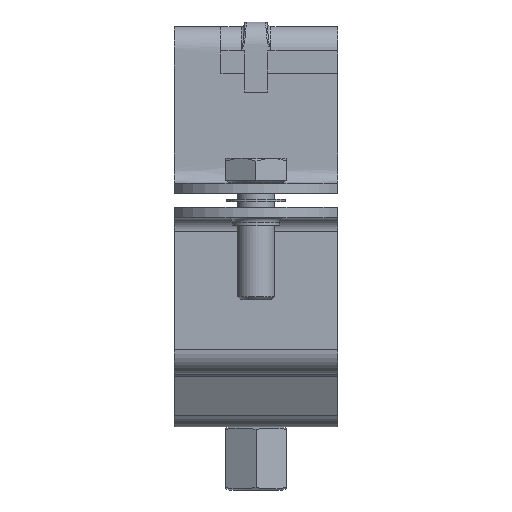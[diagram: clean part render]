
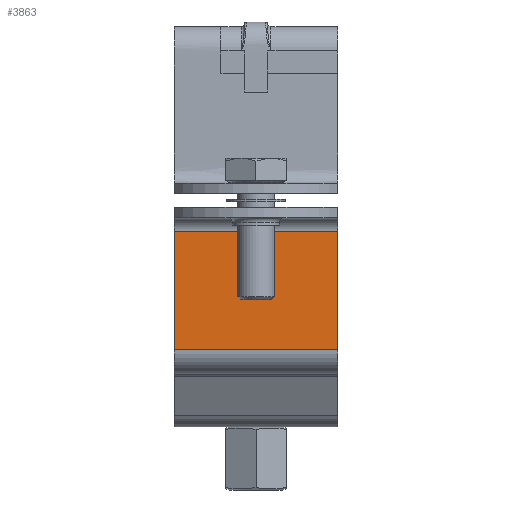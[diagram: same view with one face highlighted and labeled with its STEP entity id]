
A CAD part, left-side view. The second image highlights one B-rep face of the part: STEP entity #3863.
In plain terms, the highlighted planar face has unit normal (-1, 0, 0).
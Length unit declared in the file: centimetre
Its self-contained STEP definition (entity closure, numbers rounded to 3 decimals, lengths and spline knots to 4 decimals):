
#148=PLANE('',#4219);
#280=LINE('',#6608,#526);
#300=LINE('',#6684,#546);
#317=LINE('',#6745,#563);
#318=LINE('',#6747,#564);
#526=VECTOR('',#4862,1.);
#546=VECTOR('',#4926,1.);
#563=VECTOR('',#4991,1.);
#564=VECTOR('',#4994,1.);
#1013=FACE_OUTER_BOUND('',#1260,.T.);
#1260=EDGE_LOOP('',(#3140,#3141,#3142,#3143));
#1758=VERTEX_POINT('',#6605);
#1759=VERTEX_POINT('',#6607);
#1792=VERTEX_POINT('',#6681);
#1793=VERTEX_POINT('',#6683);
#2220=EDGE_CURVE('',#1758,#1759,#280,.T.);
#2258=EDGE_CURVE('',#1793,#1792,#300,.T.);
#2290=EDGE_CURVE('',#1792,#1759,#317,.T.);
#2291=EDGE_CURVE('',#1793,#1758,#318,.T.);
#3140=ORIENTED_EDGE('',*,*,#2258,.T.);
#3141=ORIENTED_EDGE('',*,*,#2290,.T.);
#3142=ORIENTED_EDGE('',*,*,#2220,.F.);
#3143=ORIENTED_EDGE('',*,*,#2291,.F.);
#3863=ADVANCED_FACE('',(#1013),#148,.T.);
#4219=AXIS2_PLACEMENT_3D('',#6746,#4992,#4993);
#4862=DIRECTION('',(0.,0.,-1.));
#4926=DIRECTION('',(0.,0.,-1.));
#4991=DIRECTION('',(0.,-1.,0.));
#4992=DIRECTION('center_axis',(-1.,0.,0.));
#4993=DIRECTION('ref_axis',(0.,0.,
-1.));
#4994=DIRECTION('',(0.,-1.,0.));
#6605=CARTESIAN_POINT('',(52.255,167.9182,424.9498));
#6607=CARTESIAN_POINT('',(52.255,167.9182,399.6498));
#6608=CARTESIAN_POINT('',(52.255,167.9182,424.9498));
#6681=CARTESIAN_POINT('',(52.255,202.9182,399.6498));
#6683=CARTESIAN_POINT('',(52.255,202.9182,424.9498));
#6684=CARTESIAN_POINT('',(52.255,202.9182,424.9498));
#6745=CARTESIAN_POINT('',(52.255,202.9182,399.6498));
#6746=CARTESIAN_POINT('Origin',(52.255,202.9182,424.9498));
#6747=CARTESIAN_POINT('',(52.255,202.9182,424.9498));
